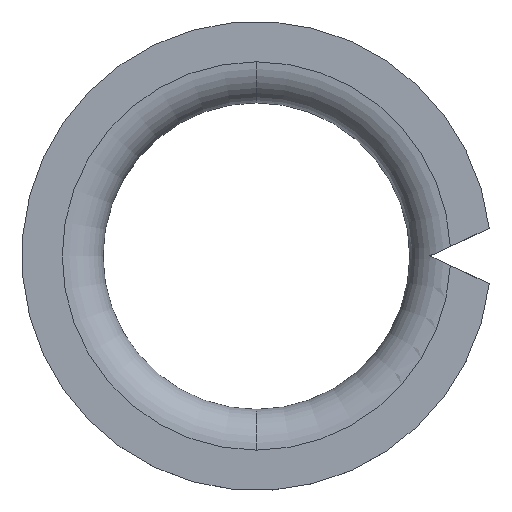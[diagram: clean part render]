
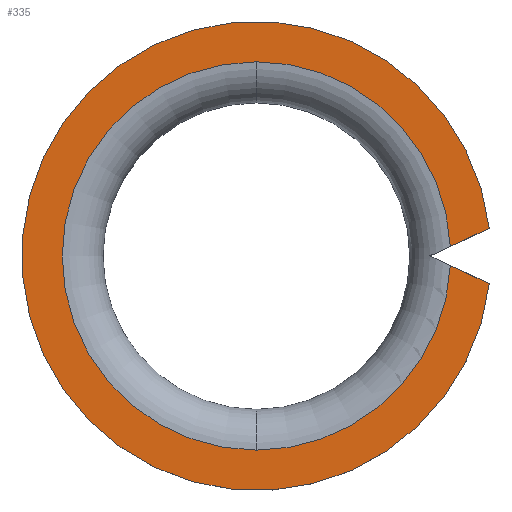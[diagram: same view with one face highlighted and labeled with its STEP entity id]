
A CAD part, top view. The second image highlights one B-rep face of the part: STEP entity #335.
In plain terms, the highlighted planar face has unit normal (0, 0, 1).
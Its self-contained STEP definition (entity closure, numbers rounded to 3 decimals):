
#42=DIRECTION('',(0.906,-0.423,0.));
#43=VECTOR('',#42,2.108);
#44=CARTESIAN_POINT('',(9.508,-0.47,0.));
#45=LINE('',#44,#43);
#46=DIRECTION('',(-0.906,-0.423,0.));
#47=VECTOR('',#46,2.108);
#48=CARTESIAN_POINT('',(11.419,1.361,0.));
#49=LINE('',#48,#47);
#50=CARTESIAN_POINT('',(0.,0.,0.));
#51=DIRECTION('',(0.,0.,1.));
#52=DIRECTION('',(0.999,0.049,0.));
#53=AXIS2_PLACEMENT_3D('',#50,#51,#52);
#55=CARTESIAN_POINT('',(0.,0.,0.));
#56=DIRECTION('',(0.,0.,-1.));
#57=DIRECTION('',(0.,-1.,0.));
#58=AXIS2_PLACEMENT_3D('',#55,#56,#57);
#60=CARTESIAN_POINT('',(0.,0.,0.));
#61=DIRECTION('',(0.,0.,1.));
#62=DIRECTION('',(0.,-1.,0.));
#63=AXIS2_PLACEMENT_3D('',#60,#61,#62);
#74=CARTESIAN_POINT('',(0.,0.,0.));
#75=DIRECTION('',(0.,0.,1.));
#76=DIRECTION('',(0.993,0.118,0.));
#77=AXIS2_PLACEMENT_3D('',#74,#75,#76);
#241=CARTESIAN_POINT('',(0.,-9.52,0.));
#242=VERTEX_POINT('',#241);
#243=CARTESIAN_POINT('',(0.,9.52,0.));
#244=VERTEX_POINT('',#243);
#247=CARTESIAN_POINT('',(9.508,-0.47,0.));
#248=CARTESIAN_POINT('',(11.419,-1.361,0.));
#249=VERTEX_POINT('',#247);
#250=VERTEX_POINT('',#248);
#251=CARTESIAN_POINT('',(11.419,1.361,0.));
#252=CARTESIAN_POINT('',(9.508,0.47,0.));
#253=VERTEX_POINT('',#251);
#254=VERTEX_POINT('',#252);
#320=CARTESIAN_POINT('',(0.,0.,0.));
#321=DIRECTION('',(0.,0.,-1.));
#322=DIRECTION('',(0.,-1.,0.));
#323=AXIS2_PLACEMENT_3D('',#320,#321,#322);
#324=PLANE('',#323);
#325=ORIENTED_EDGE('',*,*,#306,.T.);
#327=ORIENTED_EDGE('',*,*,#326,.F.);
#329=ORIENTED_EDGE('',*,*,#328,.T.);
#330=ORIENTED_EDGE('',*,*,#294,.T.);
#331=ORIENTED_EDGE('',*,*,#272,.F.);
#332=ORIENTED_EDGE('',*,*,#288,.T.);
#333=EDGE_LOOP('',(#325,#327,#329,#330,#331,#332));
#334=FACE_OUTER_BOUND('',#333,.F.);
#335=ADVANCED_FACE('',(#334),#324,.F.);
#54=CIRCLE('',#53,9.52);
#59=CIRCLE('',#58,9.52);
#64=CIRCLE('',#63,9.52);
#78=CIRCLE('',#77,11.5);
#272=EDGE_CURVE('',#242,#244,#59,.T.);
#288=EDGE_CURVE('',#242,#249,#64,.T.);
#294=EDGE_CURVE('',#254,#244,#54,.T.);
#306=EDGE_CURVE('',#249,#250,#45,.T.);
#326=EDGE_CURVE('',#253,#250,#78,.T.);
#328=EDGE_CURVE('',#253,#254,#49,.T.);
